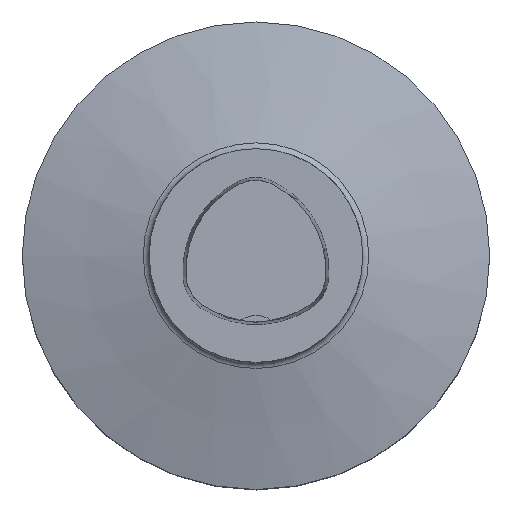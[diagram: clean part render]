
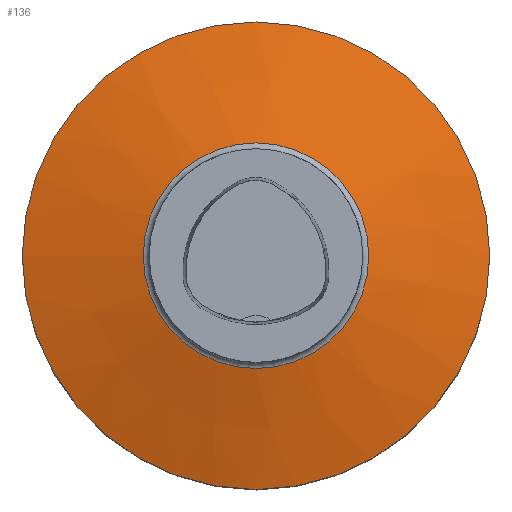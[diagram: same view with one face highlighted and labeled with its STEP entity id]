
A CAD part, top view. The second image highlights one B-rep face of the part: STEP entity #136.
In plain terms, the highlighted conical face has half-angle 75 degrees and reference radius 16 mm.
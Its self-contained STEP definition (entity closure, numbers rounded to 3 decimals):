
#128=CONICAL_SURFACE('',#469,16.,75.);
#136=ADVANCED_FACE('',(#167,#168),#128,.T.);
#167=FACE_BOUND('',#181,.T.);
#168=FACE_BOUND('',#182,.T.);
#181=EDGE_LOOP('',(#217));
#182=EDGE_LOOP('',(#218));
#217=ORIENTED_EDGE('',*,*,#360,.T.);
#218=ORIENTED_EDGE('',*,*,#358,.T.);
#321=VERTEX_POINT('',#671);
#323=VERTEX_POINT('',#676);
#358=EDGE_CURVE('',#321,#321,#411,.T.);
#360=EDGE_CURVE('',#323,#323,#413,.T.);
#411=CIRCLE('',#465,35.);
#413=CIRCLE('',#468,16.889);
#465=AXIS2_PLACEMENT_3D('',#670,#529,#530);
#468=AXIS2_PLACEMENT_3D('',#675,#535,#536);
#469=AXIS2_PLACEMENT_3D('',#677,#537,#538);
#529=DIRECTION('',(0.,0.,1.));
#530=DIRECTION('',(-1.,0.,0.));
#535=DIRECTION('',(0.,0.,-1.));
#536=DIRECTION('',(-1.,0.,0.));
#537=DIRECTION('',(0.,0.,-1.));
#538=DIRECTION('',(-1.,0.,0.));
#670=CARTESIAN_POINT('',(0.,0.,-21.091));
#671=CARTESIAN_POINT('',(-35.,0.,-21.091));
#675=CARTESIAN_POINT('',(0.,0.,-16.238));
#676=CARTESIAN_POINT('',(-16.889,0.,-16.238));
#677=CARTESIAN_POINT('',(0.,0.,-16.));
